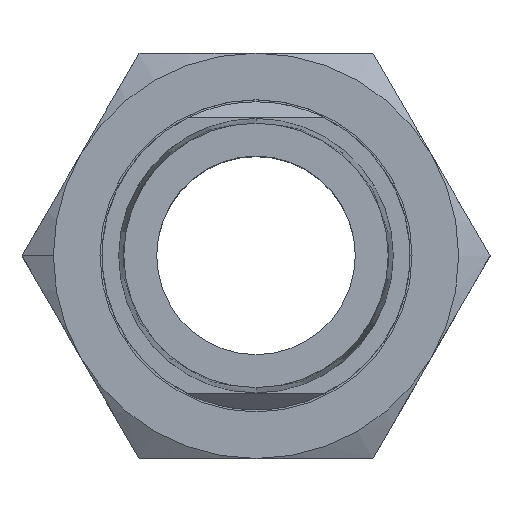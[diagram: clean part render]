
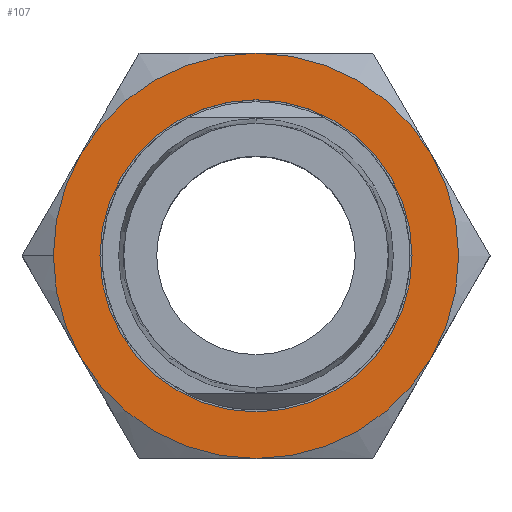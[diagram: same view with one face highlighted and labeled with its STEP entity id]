
A CAD part, top view. The second image highlights one B-rep face of the part: STEP entity #107.
In plain terms, the highlighted planar face has unit normal (0, 0, 1).
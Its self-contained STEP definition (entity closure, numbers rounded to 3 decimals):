
#47 = VERTEX_POINT ( 'NONE', #504 ) ;
#56 = ORIENTED_EDGE ( 'NONE', *, *, #2612, .T. ) ;
#60 = ORIENTED_EDGE ( 'NONE', *, *, #2593, .T. ) ;
#80 = EDGE_CURVE ( 'NONE', #92, #85, #553, .T. ) ;
#85 = VERTEX_POINT ( 'NONE', #543 ) ;
#92 = VERTEX_POINT ( 'NONE', #596 ) ;
#96 = EDGE_LOOP ( 'NONE', ( #98, #60, #56, #849, #771, #356, #573 ) ) ;
#98 = ORIENTED_EDGE ( 'NONE', *, *, #2498, .T. ) ;
#100 = ORIENTED_EDGE ( 'NONE', *, *, #276, .F. ) ;
#101 = EDGE_LOOP ( 'NONE', ( #102, #100 ) ) ;
#102 = ORIENTED_EDGE ( 'NONE', *, *, #106, .F. ) ;
#106 = EDGE_CURVE ( 'NONE', #277, #274, #628, .T. ) ;
#107 = ADVANCED_FACE ( 'NONE', ( #623, #622 ), #621, .F. ) ;
#274 = VERTEX_POINT ( 'NONE', #961 ) ;
#276 = EDGE_CURVE ( 'NONE', #274, #277, #960, .T. ) ;
#277 = VERTEX_POINT ( 'NONE', #955 ) ;
#310 = VERTEX_POINT ( 'NONE', #991 ) ;
#311 = VERTEX_POINT ( 'NONE', #987 ) ;
#356 = ORIENTED_EDGE ( 'NONE', *, *, #2516, .T. ) ;
#504 = CARTESIAN_POINT ( 'NONE',  ( 21.651, 12.5, 10.5 ) ) ;
#543 = CARTESIAN_POINT ( 'NONE',  ( -21.651, -12.5, 10.5 ) ) ;
#544 = DIRECTION ( 'NONE',  ( 1., 0., 0. ) ) ;
#545 = DIRECTION ( 'NONE',  ( 0., 0., 1. ) ) ;
#546 = CARTESIAN_POINT ( 'NONE',  ( 0., 0., 10.5 ) ) ;
#547 = AXIS2_PLACEMENT_3D ( 'NONE', #546, #545, #544 ) ;
#553 = CIRCLE ( 'NONE', #547, 25. ) ;
#573 = ORIENTED_EDGE ( 'NONE', *, *, #2597, .T. ) ;
#596 = CARTESIAN_POINT ( 'NONE',  ( -25., 0., 10.5 ) ) ;
#616 = DIRECTION ( 'NONE',  ( -1., 0., 0. ) ) ;
#617 = DIRECTION ( 'NONE',  ( 0., 0., -1. ) ) ;
#618 = AXIS2_PLACEMENT_3D ( 'NONE', #620, #617, #616 ) ;
#620 = CARTESIAN_POINT ( 'NONE',  ( 0., 25., 10.5 ) ) ;
#621 = PLANE ( 'NONE',  #618 ) ;
#622 = FACE_OUTER_BOUND ( 'NONE', #96, .T. ) ;
#623 = FACE_BOUND ( 'NONE', #101, .T. ) ;
#624 = DIRECTION ( 'NONE',  ( 1., 0., 0. ) ) ;
#625 = DIRECTION ( 'NONE',  ( 0., 0., 1. ) ) ;
#626 = CARTESIAN_POINT ( 'NONE',  ( 0., 0., 10.5 ) ) ;
#627 = AXIS2_PLACEMENT_3D ( 'NONE', #626, #625, #624 ) ;
#628 = CIRCLE ( 'NONE', #627, 19.25 ) ;
#771 = ORIENTED_EDGE ( 'NONE', *, *, #2585, .T. ) ;
#849 = ORIENTED_EDGE ( 'NONE', *, *, #80, .T. ) ;
#955 = CARTESIAN_POINT ( 'NONE',  ( 19.25, 0., 10.5 ) ) ;
#956 = DIRECTION ( 'NONE',  ( 1., 0., 0. ) ) ;
#957 = DIRECTION ( 'NONE',  ( 0., 0., 1. ) ) ;
#958 = CARTESIAN_POINT ( 'NONE',  ( 0., 0., 10.5 ) ) ;
#959 = AXIS2_PLACEMENT_3D ( 'NONE', #958, #957, #956 ) ;
#960 = CIRCLE ( 'NONE', #959, 19.25 ) ;
#961 = CARTESIAN_POINT ( 'NONE',  ( -19.25, 0., 10.5 ) ) ;
#987 = CARTESIAN_POINT ( 'NONE',  ( 0., 25., 10.5 ) ) ;
#991 = CARTESIAN_POINT ( 'NONE',  ( 21.651, -12.5, 10.5 ) ) ;
#1330 = CIRCLE ( 'NONE', #1387, 25. ) ;
#1369 = CARTESIAN_POINT ( 'NONE',  ( 0., -25., 10.5 ) ) ;
#1384 = DIRECTION ( 'NONE',  ( 1., 0., 0. ) ) ;
#1385 = DIRECTION ( 'NONE',  ( 0., 0., 1. ) ) ;
#1386 = CARTESIAN_POINT ( 'NONE',  ( 0., 0., 10.5 ) ) ;
#1387 = AXIS2_PLACEMENT_3D ( 'NONE', #1386, #1385, #1384 ) ;
#1394 = CARTESIAN_POINT ( 'NONE',  ( -21.651, 12.5, 10.5 ) ) ;
#1395 = DIRECTION ( 'NONE',  ( 1., 0., 0. ) ) ;
#1396 = DIRECTION ( 'NONE',  ( 0., 0., 1. ) ) ;
#1397 = CARTESIAN_POINT ( 'NONE',  ( 0., 0., 10.5 ) ) ;
#1398 = AXIS2_PLACEMENT_3D ( 'NONE', #1397, #1396, #1395 ) ;
#1409 = CIRCLE ( 'NONE', #1398, 25. ) ;
#1519 = DIRECTION ( 'NONE',  ( 1., 0., 0. ) ) ;
#1520 = DIRECTION ( 'NONE',  ( 0., 0., 1. ) ) ;
#1521 = AXIS2_PLACEMENT_3D ( 'NONE', #1531, #1520, #1519 ) ;
#1522 = CIRCLE ( 'NONE', #1521, 25. ) ;
#1531 = CARTESIAN_POINT ( 'NONE',  ( 0., 0., 10.5 ) ) ;
#1545 = CIRCLE ( 'NONE', #1599, 25. ) ;
#1555 = CARTESIAN_POINT ( 'NONE',  ( 0., 0., 10.5 ) ) ;
#1580 = DIRECTION ( 'NONE',  ( 1., 0., 0. ) ) ;
#1581 = DIRECTION ( 'NONE',  ( 0., 0., 1. ) ) ;
#1582 = AXIS2_PLACEMENT_3D ( 'NONE', #1594, #1581, #1580 ) ;
#1583 = CIRCLE ( 'NONE', #1582, 25. ) ;
#1594 = CARTESIAN_POINT ( 'NONE',  ( 0., 0., 10.5 ) ) ;
#1597 = DIRECTION ( 'NONE',  ( 1., 0., 0. ) ) ;
#1598 = DIRECTION ( 'NONE',  ( 0., 0., 1. ) ) ;
#1599 = AXIS2_PLACEMENT_3D ( 'NONE', #1555, #1598, #1597 ) ;
#1653 = DIRECTION ( 'NONE',  ( 1., 0., 0. ) ) ;
#1654 = DIRECTION ( 'NONE',  ( 0., 0., 1. ) ) ;
#1655 = CARTESIAN_POINT ( 'NONE',  ( 0., 0., 10.5 ) ) ;
#1656 = AXIS2_PLACEMENT_3D ( 'NONE', #1655, #1654, #1653 ) ;
#1657 = CIRCLE ( 'NONE', #1656, 25. ) ;
#2498 = EDGE_CURVE ( 'NONE', #47, #311, #1330, .T. ) ;
#2510 = VERTEX_POINT ( 'NONE', #1369 ) ;
#2516 = EDGE_CURVE ( 'NONE', #2510, #310, #1409, .T. ) ;
#2519 = VERTEX_POINT ( 'NONE', #1394 ) ;
#2585 = EDGE_CURVE ( 'NONE', #85, #2510, #1522, .T. ) ;
#2593 = EDGE_CURVE ( 'NONE', #311, #2519, #1545, .T. ) ;
#2597 = EDGE_CURVE ( 'NONE', #310, #47, #1583, .T. ) ;
#2612 = EDGE_CURVE ( 'NONE', #2519, #92, #1657, .T. ) ;
